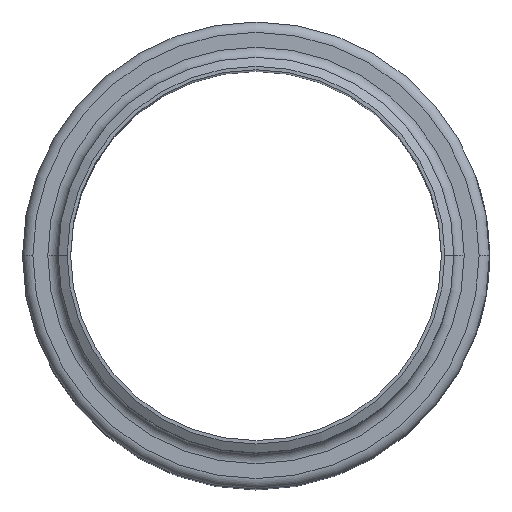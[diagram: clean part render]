
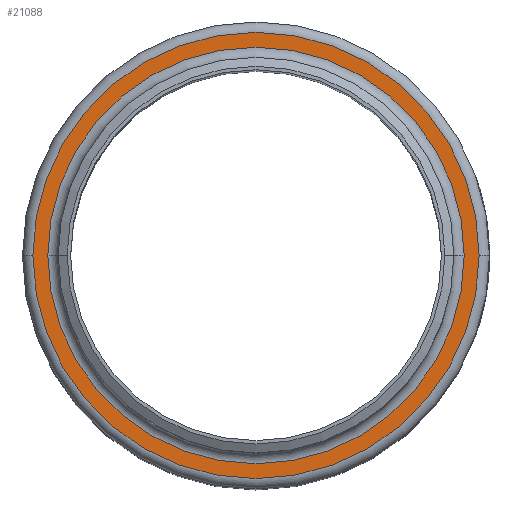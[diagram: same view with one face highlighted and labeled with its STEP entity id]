
A CAD part, top view. The second image highlights one B-rep face of the part: STEP entity #21088.
In plain terms, the highlighted planar face has unit normal (0, 0, 1).
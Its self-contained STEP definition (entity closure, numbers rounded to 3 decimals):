
#369 = FACE_OUTER_BOUND ( 'NONE', #27188, .T. ) ;
#910 = CARTESIAN_POINT ( 'NONE',  ( 0., 57.15, -50. ) ) ;
#1009 = CARTESIAN_POINT ( 'NONE',  ( 0., 0., -50. ) ) ;
#3057 = AXIS2_PLACEMENT_3D ( 'NONE', #26183, #9400, #15718 ) ;
#3250 = DIRECTION ( 'NONE',  ( -1., 0., 0. ) ) ;
#3707 = EDGE_LOOP ( 'NONE', ( #7617, #20810 ) ) ;
#4384 = CIRCLE ( 'NONE', #3057, 60.15 ) ;
#4649 = PLANE ( 'NONE',  #10576 ) ;
#7617 = ORIENTED_EDGE ( 'NONE', *, *, #23379, .T. ) ;
#9285 = CIRCLE ( 'NONE', #25981, 60.15 ) ;
#9400 = DIRECTION ( 'NONE',  ( 0., 0., -1. ) ) ;
#9434 = DIRECTION ( 'NONE',  ( 0., 0., -1. ) ) ;
#9786 = DIRECTION ( 'NONE',  ( -1., 0., 0. ) ) ;
#10064 = DIRECTION ( 'NONE',  ( 0., 0., 1. ) ) ;
#10576 = AXIS2_PLACEMENT_3D ( 'NONE', #910, #21994, #15516 ) ;
#11305 = CIRCLE ( 'NONE', #19202, 64.45 ) ;
#11794 = DIRECTION ( 'NONE',  ( 0., 0., 1. ) ) ;
#13934 = ORIENTED_EDGE ( 'NONE', *, *, #23117, .T. ) ;
#15054 = CARTESIAN_POINT ( 'NONE',  ( -60.15, 0., -50. ) ) ;
#15516 = DIRECTION ( 'NONE',  ( -1., 0., 0. ) ) ;
#15649 = ORIENTED_EDGE ( 'NONE', *, *, #27216, .T. ) ;
#15718 = DIRECTION ( 'NONE',  ( -1., 0., 0. ) ) ;
#15778 = CARTESIAN_POINT ( 'NONE',  ( 64.45, 0., -50. ) ) ;
#17661 = VERTEX_POINT ( 'NONE', #25852 ) ;
#17815 = DIRECTION ( 'NONE',  ( -1., 0., 0. ) ) ;
#18647 = VERTEX_POINT ( 'NONE', #20175 ) ;
#18725 = CARTESIAN_POINT ( 'NONE',  ( 0., 0., -50. ) ) ;
#19202 = AXIS2_PLACEMENT_3D ( 'NONE', #18725, #10064, #9786 ) ;
#19250 = FACE_BOUND ( 'NONE', #3707, .T. ) ;
#20175 = CARTESIAN_POINT ( 'NONE',  ( 60.15, 0., -50. ) ) ;
#20507 = EDGE_CURVE ( 'NONE', #18647, #24139, #4384, .T. ) ;
#20810 = ORIENTED_EDGE ( 'NONE', *, *, #20507, .T. ) ;
#21088 = ADVANCED_FACE ( 'NONE', ( #19250, #369 ), #4649, .F. ) ;
#21994 = DIRECTION ( 'NONE',  ( 0., 0., -1. ) ) ;
#22039 = CIRCLE ( 'NONE', #26874, 64.45 ) ;
#23117 = EDGE_CURVE ( 'NONE', #25103, #17661, #22039, .T. ) ;
#23379 = EDGE_CURVE ( 'NONE', #24139, #18647, #9285, .T. ) ;
#24139 = VERTEX_POINT ( 'NONE', #15054 ) ;
#25103 = VERTEX_POINT ( 'NONE', #15778 ) ;
#25852 = CARTESIAN_POINT ( 'NONE',  ( -64.45, 0., -50. ) ) ;
#25981 = AXIS2_PLACEMENT_3D ( 'NONE', #1009, #9434, #17815 ) ;
#26183 = CARTESIAN_POINT ( 'NONE',  ( 0., 0., -50. ) ) ;
#26788 = CARTESIAN_POINT ( 'NONE',  ( 0., 0., -50. ) ) ;
#26874 = AXIS2_PLACEMENT_3D ( 'NONE', #26788, #11794, #3250 ) ;
#27188 = EDGE_LOOP ( 'NONE', ( #15649, #13934 ) ) ;
#27216 = EDGE_CURVE ( 'NONE', #17661, #25103, #11305, .T. ) ;
